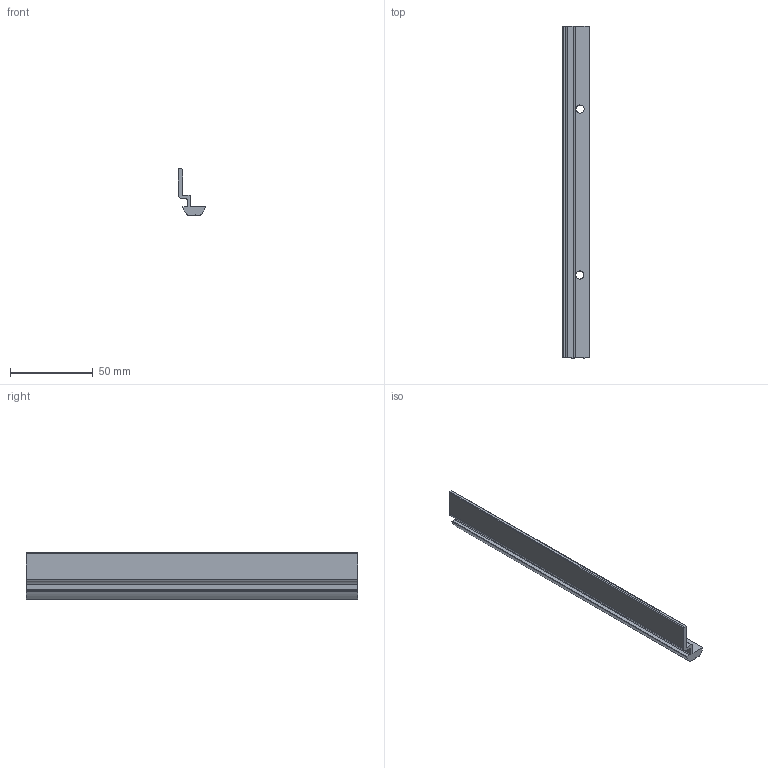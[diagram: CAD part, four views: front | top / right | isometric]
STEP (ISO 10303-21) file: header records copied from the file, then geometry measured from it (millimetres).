
FILE_DESCRIPTION( ( 'Unknown' ), '1' );
FILE_NAME( 'I8-WL-M6.stp', 'Unknown', ( 'Unknown' ), ( 'Unknown' ), 'XStep 1.0', 'Unknown', ' ' );
FILE_SCHEMA( ( 'automotive_design' ) );
Length unit declared in the file: millimetre
Products named in the file (1): 1
Bounding box: 16.4 x 200 x 27.8 mm (x, y, z)
Volume: 23817 mm3; surface area: 17812.2 mm2
Topology: 1 solids, 1 shells, 44 faces, 132 edges, 88 vertices
Faces by surface type: cylinder 25, plane 19
Full cylindrical faces by diameter (mm): 4.917 x2
Entity records: 1864 total; most frequent: CARTESIAN_POINT 295, ORIENTED_EDGE 256, DIRECTION 254, EDGE_CURVE 128, AXIS2_PLACEMENT_3D 93, VERTEX_POINT 86, LINE 68, VECTOR 68
